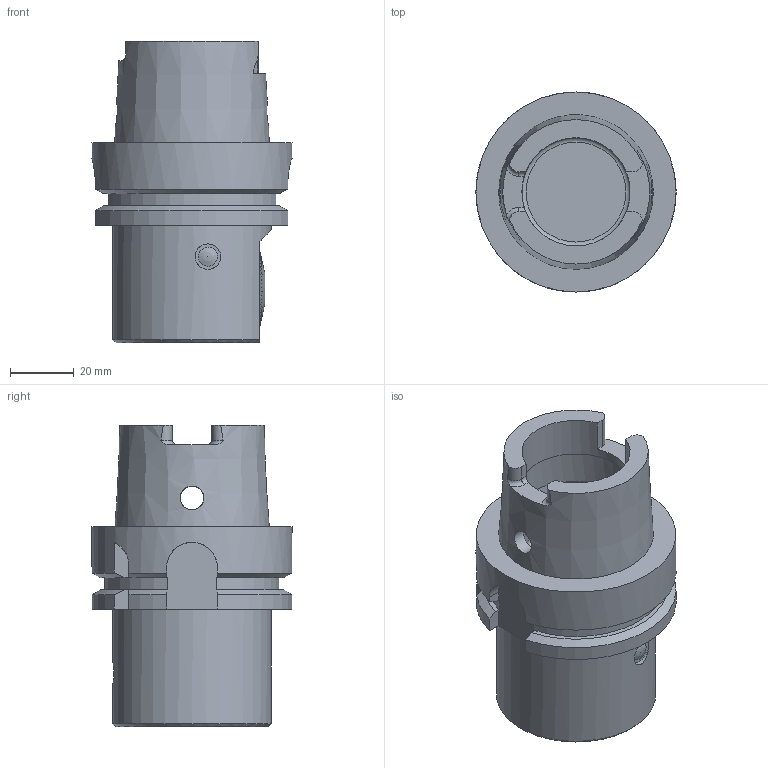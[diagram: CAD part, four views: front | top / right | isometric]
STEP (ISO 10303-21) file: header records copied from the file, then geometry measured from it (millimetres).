
FILE_DESCRIPTION(/* description */ (''),/* implementation_level */ '2;1');
FILE_NAME(/* name */ '1713247051201.stp',/* time_stamp */ '2024-04-16T07:57:37+02:00',/* author */ (''),/* organization */ ('SMS'),/* preprocessor_version */ 'ST-DEVELOPER v16.7',/* originating_system */ 'SIEMENS PLM Software NX 12.0',/* authorisation */ '');
FILE_SCHEMA (('AUTOMOTIVE_DESIGN { 1 0 10303 214 3 1 1 1 }'));
Length unit declared in the file: millimetre
Products named in the file (1): 205264072mod000_00
Bounding box: 62.94 x 62.94 x 94.9 mm (x, y, z)
Surface area: 27555.1 mm2 (no closed solid volume)
Topology: 0 solids, 1 shells, 360 faces, 1044 edges, 697 vertices
Faces by surface type: plane 257, cylinder 81, cone 15, torus 5, sphere 2
Full cylindrical faces by diameter (mm): 1.5 x1, 4.7 x1, 6 x1, 6.25 x1, 7.5 x2, 8 x1, 8.018 x1, 8.5 x1, 9.5 x1, 34.05 x2, 40.08 x1, 49.987 x1, 62.94 x1
Entity records: 12139 total; most frequent: CARTESIAN_POINT 2839, ORIENTED_EDGE 1988, DIRECTION 1807, EDGE_CURVE 994, LINE 721, VECTOR 721, VERTEX_POINT 673, AXIS2_PLACEMENT_3D 543
